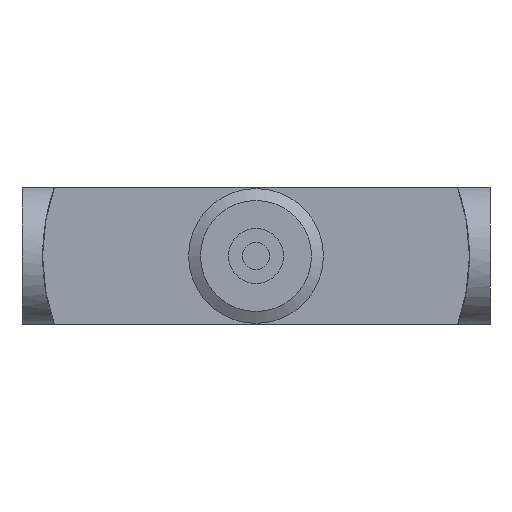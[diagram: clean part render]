
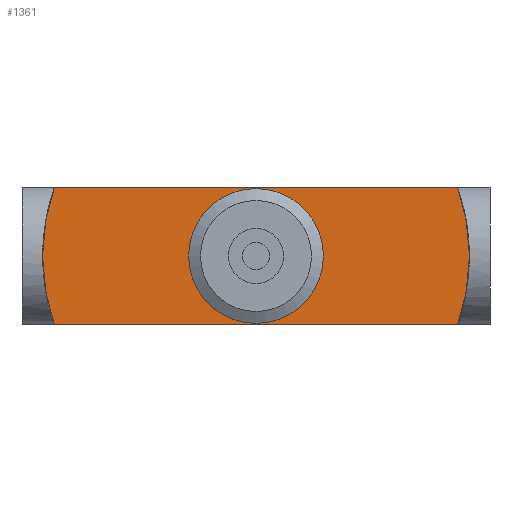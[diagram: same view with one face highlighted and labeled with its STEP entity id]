
A CAD part, left-side view. The second image highlights one B-rep face of the part: STEP entity #1361.
In plain terms, the highlighted planar face has unit normal (-1, 0, 0).
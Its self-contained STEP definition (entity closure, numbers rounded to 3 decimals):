
#30=PLANE('',#1445);
#63=CIRCLE('',#1436,15.);
#65=CIRCLE('',#1441,15.);
#67=CIRCLE('',#1446,4.9);
#116=LINE('',#1909,#172);
#146=LINE('',#1971,#202);
#172=VECTOR('',#1575,1000.);
#202=VECTOR('',#1615,1000.);
#318=ORIENTED_EDGE('',*,*,#527,.F.);
#319=ORIENTED_EDGE('',*,*,#480,.F.);
#320=ORIENTED_EDGE('',*,*,#523,.F.);
#321=ORIENTED_EDGE('',*,*,#514,.T.);
#322=ORIENTED_EDGE('',*,*,#519,.F.);
#480=EDGE_CURVE('',#597,#598,#116,.T.);
#514=EDGE_CURVE('',#625,#624,#146,.T.);
#519=EDGE_CURVE('',#598,#624,#63,.T.);
#523=EDGE_CURVE('',#625,#597,#65,.T.);
#527=EDGE_CURVE('',#627,#627,#67,.F.);
#597=VERTEX_POINT('',#1908);
#598=VERTEX_POINT('',#1910);
#624=VERTEX_POINT('',#1970);
#625=VERTEX_POINT('',#1972);
#627=VERTEX_POINT('',#2025);
#694=EDGE_LOOP('',(#318));
#695=EDGE_LOOP('',(#319,#320,#321,#322));
#796=FACE_BOUND('',#694,.T.);
#797=FACE_BOUND('',#695,.T.);
#1361=ADVANCED_FACE('',(#796,#797),#30,.F.);
#1436=AXIS2_PLACEMENT_3D('',#1986,#1623,#1624);
#1441=AXIS2_PLACEMENT_3D('',#2005,#1633,#1634);
#1445=AXIS2_PLACEMENT_3D('',#2023,#1641,#1642);
#1446=AXIS2_PLACEMENT_3D('',#2024,#1643,#1644);
#1575=DIRECTION('',(0.,-1.,0.));
#1615=DIRECTION('',(0.,-1.,0.));
#1623=DIRECTION('',(1.,0.,0.));
#1624=DIRECTION('',(0.,0.,-1.));
#1633=DIRECTION('',(1.,0.,0.));
#1634=DIRECTION('',(0.,0.,-1.));
#1641=DIRECTION('',(1.,0.,0.));
#1642=DIRECTION('',(0.,0.,-1.));
#1643=DIRECTION('',(1.,0.,0.));
#1644=DIRECTION('',(0.,0.,-1.));
#1908=CARTESIAN_POINT('',(-42.,30.142,5.));
#1909=CARTESIAN_POINT('',(-42.,31.,5.));
#1910=CARTESIAN_POINT('',(-42.,0.858,5.));
#1970=CARTESIAN_POINT('',(-42.,0.858,-5.));
#1971=CARTESIAN_POINT('',(-42.,31.,-5.));
#1972=CARTESIAN_POINT('',(-42.,30.142,-5.));
#1986=CARTESIAN_POINT('',(-42.,15.,0.));
#2005=CARTESIAN_POINT('',(-42.,16.,0.));
#2023=CARTESIAN_POINT('',(-42.,31.,5.));
#2024=CARTESIAN_POINT('',(-42.,15.5,0.));
#2025=CARTESIAN_POINT('',(-42.,15.5,-4.9));
